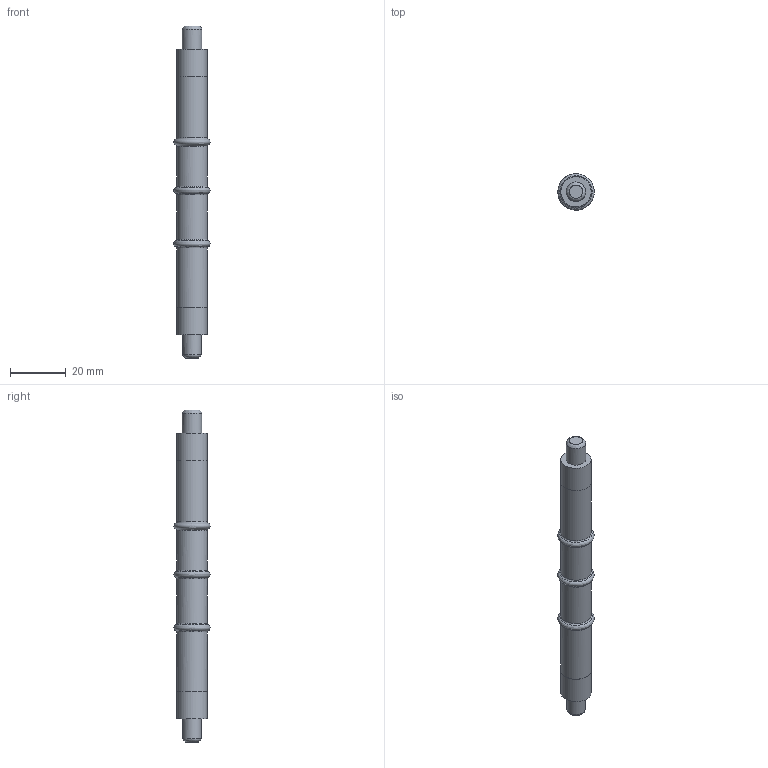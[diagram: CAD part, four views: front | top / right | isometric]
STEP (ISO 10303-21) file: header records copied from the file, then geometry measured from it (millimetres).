
FILE_DESCRIPTION(('FreeCAD Model'),'2;1');
FILE_NAME('Open CASCADE Shape Model','2025-04-29T07:33:17',('FreeCAD'),( 'FreeCAD'),'Open CASCADE STEP processor 7.6','FreeCAD','Unknown');
FILE_SCHEMA(('AUTOMOTIVE_DESIGN { 1 0 10303 214 1 1 1 1 }'));
Length unit declared in the file: millimetre
Products named in the file (1): Open CASCADE STEP translator 7.6 1
Bounding box: 12.99 x 12.99 x 118.62 mm (x, y, z)
Volume: 10264.3 mm3; surface area: 4638.4 mm2
Topology: 5 solids, 5 shells, 29 faces, 50 edges, 31 vertices
Faces by surface type: bspline 29
Entity records: 1222 total; most frequent: CARTESIAN_POINT 900, ORIENTED_EDGE 100, EDGE_CURVE 50, VERTEX_POINT 31, ADVANCED_FACE 29, FACE_BOUND 29, EDGE_LOOP 29, B_SPLINE_CURVE_WITH_KNOTS 17
